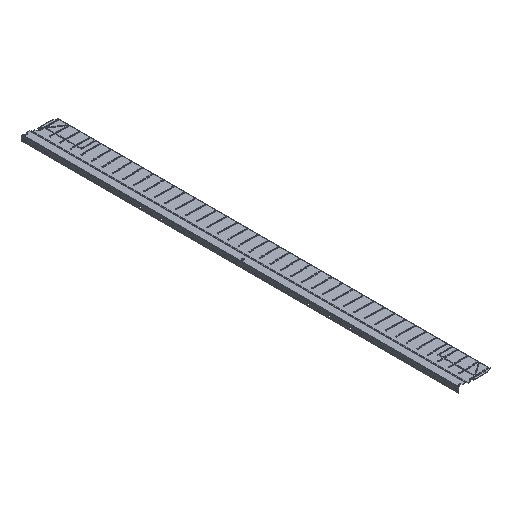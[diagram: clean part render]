
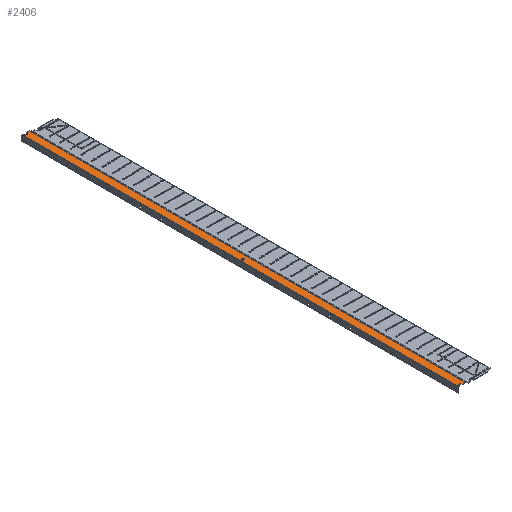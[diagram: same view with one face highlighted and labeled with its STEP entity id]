
A CAD part, isometric view. The second image highlights one B-rep face of the part: STEP entity #2406.
In plain terms, the highlighted planar face has unit normal (0, 0, 1).
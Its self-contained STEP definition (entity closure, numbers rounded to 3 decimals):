
#473 = EDGE_CURVE ( 'NONE', #4939, #32955, #16614, .T. ) ;
#716 = CARTESIAN_POINT ( 'NONE',  ( 33.488, 1910., 25. ) ) ;
#913 = DIRECTION ( 'NONE',  ( 1., 0., 0. ) ) ;
#1619 = CARTESIAN_POINT ( 'NONE',  ( 16.859, 1905.814, 25. ) ) ;
#1867 = AXIS2_PLACEMENT_3D ( 'NONE', #17422, #2644, #12176 ) ;
#1955 = ORIENTED_EDGE ( 'NONE', *, *, #473, .T. ) ;
#2406 = ADVANCED_FACE ( 'NONE', ( #34979, #5770 ), #11979, .F. ) ;
#2644 = DIRECTION ( 'NONE',  ( 0., 0., -1. ) ) ;
#2655 = CARTESIAN_POINT ( 'NONE',  ( 1.5, 1910., 25. ) ) ;
#2736 = AXIS2_PLACEMENT_3D ( 'NONE', #11479, #8382, #21030 ) ;
#2822 = EDGE_LOOP ( 'NONE', ( #24092, #8550 ) ) ;
#3076 = CARTESIAN_POINT ( 'NONE',  ( 12., 955., 25. ) ) ;
#3574 = VECTOR ( 'NONE', #34005, 1000. ) ;
#3986 = CIRCLE ( 'NONE', #19863, 4.5 ) ;
#4065 = CARTESIAN_POINT ( 'NONE',  ( 16.824, 1905.685, 25. ) ) ;
#4196 = CARTESIAN_POINT ( 'NONE',  ( 33.488, 0., 25. ) ) ;
#4384 = CARTESIAN_POINT ( 'NONE',  ( 18., 0., 25. ) ) ;
#4768 = ORIENTED_EDGE ( 'NONE', *, *, #7624, .T. ) ;
#4939 = VERTEX_POINT ( 'NONE', #24155 ) ;
#5770 = FACE_OUTER_BOUND ( 'NONE', #17106, .T. ) ;
#5965 = EDGE_CURVE ( 'NONE', #19108, #22529, #14436, .T. ) ;
#6642 = VECTOR ( 'NONE', #35818, 1000. ) ;
#6706 = DIRECTION ( 'NONE',  ( 1., 0., 0. ) ) ;
#7624 = EDGE_CURVE ( 'NONE', #9593, #4939, #35143, .T. ) ;
#7674 = DIRECTION ( 'NONE',  ( -1., 0., 0. ) ) ;
#7698 = VECTOR ( 'NONE', #33702, 1000. ) ;
#8382 = DIRECTION ( 'NONE',  ( 0., 0., -1. ) ) ;
#8550 = ORIENTED_EDGE ( 'NONE', *, *, #5965, .T. ) ;
#9069 = CARTESIAN_POINT ( 'NONE',  ( 6., 0., 25. ) ) ;
#9523 = ORIENTED_EDGE ( 'NONE', *, *, #18376, .F. ) ;
#9593 = VERTEX_POINT ( 'NONE', #13682 ) ;
#11479 = CARTESIAN_POINT ( 'NONE',  ( 12., 3., 25. ) ) ;
#11914 = DIRECTION ( 'NONE',  ( 1., 0., 0. ) ) ;
#11979 = PLANE ( 'NONE',  #26296 ) ;
#11990 = DIRECTION ( 'NONE',  ( -1., 0., 0. ) ) ;
#12027 = CARTESIAN_POINT ( 'NONE',  ( 18., 1910., 25. ) ) ;
#12176 = DIRECTION ( 'NONE',  ( -1., 0., 0. ) ) ;
#12789 = ORIENTED_EDGE ( 'NONE', *, *, #13228, .T. ) ;
#13228 = EDGE_CURVE ( 'NONE', #28704, #14090, #15815, .T. ) ;
#13570 = LINE ( 'NONE', #716, #35315 ) ;
#13682 = CARTESIAN_POINT ( 'NONE',  ( 7.176, 4.315, 25. ) ) ;
#14090 = VERTEX_POINT ( 'NONE', #21144 ) ;
#14304 = EDGE_CURVE ( 'NONE', #19142, #37262, #35630, .T. ) ;
#14436 = CIRCLE ( 'NONE', #1867, 4.5 ) ;
#14940 = CARTESIAN_POINT ( 'NONE',  ( 16.5, 955., 25. ) ) ;
#15282 = EDGE_CURVE ( 'NONE', #22529, #19108, #3986, .T. ) ;
#15377 = CARTESIAN_POINT ( 'NONE',  ( 1.5, 0., 25. ) ) ;
#15713 = DIRECTION ( 'NONE',  ( 0., 0., -1. ) ) ;
#15815 = LINE ( 'NONE', #27655, #16464 ) ;
#16446 = CARTESIAN_POINT ( 'NONE',  ( 33.488, 1910., 25. ) ) ;
#16464 = VECTOR ( 'NONE', #40287, 1000. ) ;
#16614 = LINE ( 'NONE', #38989, #3574 ) ;
#16662 = CARTESIAN_POINT ( 'NONE',  ( 1.5, 1910., 25. ) ) ;
#16870 = EDGE_CURVE ( 'NONE', #39350, #36994, #18531, .T. ) ;
#17106 = EDGE_LOOP ( 'NONE', ( #4768, #1955, #20489, #9523, #38753, #29147, #38737, #12789, #31669, #24577, #17580, #40467 ) ) ;
#17422 = CARTESIAN_POINT ( 'NONE',  ( 12., 955., 25. ) ) ;
#17580 = ORIENTED_EDGE ( 'NONE', *, *, #16870, .T. ) ;
#17583 = EDGE_CURVE ( 'NONE', #31648, #39350, #38582, .T. ) ;
#18142 = VECTOR ( 'NONE', #34770, 1000. ) ;
#18376 = EDGE_CURVE ( 'NONE', #25724, #21827, #13570, .T. ) ;
#18411 = CARTESIAN_POINT ( 'NONE',  ( 7.176, 1905.685, 25. ) ) ;
#18531 = LINE ( 'NONE', #24167, #34639 ) ;
#19014 = CARTESIAN_POINT ( 'NONE',  ( 1.5, 1910., 25. ) ) ;
#19015 = DIRECTION ( 'NONE',  ( 0., 0., -1. ) ) ;
#19108 = VERTEX_POINT ( 'NONE', #14940 ) ;
#19142 = VERTEX_POINT ( 'NONE', #12027 ) ;
#19863 = AXIS2_PLACEMENT_3D ( 'NONE', #3076, #15713, #11990 ) ;
#20489 = ORIENTED_EDGE ( 'NONE', *, *, #24393, .T. ) ;
#21030 = DIRECTION ( 'NONE',  ( -1., 0., 0. ) ) ;
#21144 = CARTESIAN_POINT ( 'NONE',  ( 6., 1910., 25. ) ) ;
#21827 = VERTEX_POINT ( 'NONE', #4196 ) ;
#22529 = VERTEX_POINT ( 'NONE', #24836 ) ;
#22843 = DIRECTION ( 'NONE',  ( 0., -1., 0. ) ) ;
#23613 = EDGE_CURVE ( 'NONE', #37262, #28704, #28597, .T. ) ;
#24063 = VECTOR ( 'NONE', #6706, 1000. ) ;
#24092 = ORIENTED_EDGE ( 'NONE', *, *, #15282, .T. ) ;
#24155 = CARTESIAN_POINT ( 'NONE',  ( 16.824, 4.315, 25. ) ) ;
#24167 = CARTESIAN_POINT ( 'NONE',  ( 1.5, 0., 25. ) ) ;
#24393 = EDGE_CURVE ( 'NONE', #32955, #21827, #32199, .T. ) ;
#24577 = ORIENTED_EDGE ( 'NONE', *, *, #17583, .T. ) ;
#24836 = CARTESIAN_POINT ( 'NONE',  ( 7.5, 955., 25. ) ) ;
#25724 = VERTEX_POINT ( 'NONE', #16446 ) ;
#26091 = VECTOR ( 'NONE', #22843, 1000. ) ;
#26296 = AXIS2_PLACEMENT_3D ( 'NONE', #2655, #19015, #38074 ) ;
#26330 = DIRECTION ( 'NONE',  ( 0., 0., -1. ) ) ;
#26667 = EDGE_CURVE ( 'NONE', #36994, #9593, #27260, .T. ) ;
#27260 = LINE ( 'NONE', #30773, #7698 ) ;
#27655 = CARTESIAN_POINT ( 'NONE',  ( 5.689, 1911.142, 25. ) ) ;
#28597 = CIRCLE ( 'NONE', #32024, 5. ) ;
#28704 = VERTEX_POINT ( 'NONE', #18411 ) ;
#29147 = ORIENTED_EDGE ( 'NONE', *, *, #14304, .T. ) ;
#30773 = CARTESIAN_POINT ( 'NONE',  ( 490.213, 1776.817, 25. ) ) ;
#31648 = VERTEX_POINT ( 'NONE', #32572 ) ;
#31669 = ORIENTED_EDGE ( 'NONE', *, *, #35086, .F. ) ;
#32020 = DIRECTION ( 'NONE',  ( 0., -1., 0. ) ) ;
#32024 = AXIS2_PLACEMENT_3D ( 'NONE', #36057, #26330, #7674 ) ;
#32199 = LINE ( 'NONE', #34895, #24063 ) ;
#32512 = EDGE_CURVE ( 'NONE', #19142, #25724, #35530, .T. ) ;
#32572 = CARTESIAN_POINT ( 'NONE',  ( 1.5, 1910., 25. ) ) ;
#32955 = VERTEX_POINT ( 'NONE', #4384 ) ;
#33702 = DIRECTION ( 'NONE',  ( 0.263, 0.965, 0. ) ) ;
#34005 = DIRECTION ( 'NONE',  ( 0.263, -0.965, 0. ) ) ;
#34639 = VECTOR ( 'NONE', #11914, 1000. ) ;
#34770 = DIRECTION ( 'NONE',  ( 1., 0., 0. ) ) ;
#34895 = CARTESIAN_POINT ( 'NONE',  ( 1.5, 0., 25. ) ) ;
#34979 = FACE_BOUND ( 'NONE', #2822, .T. ) ;
#35086 = EDGE_CURVE ( 'NONE', #31648, #14090, #37458, .T. ) ;
#35143 = CIRCLE ( 'NONE', #2736, 5. ) ;
#35315 = VECTOR ( 'NONE', #32020, 1000. ) ;
#35530 = LINE ( 'NONE', #16662, #38534 ) ;
#35630 = LINE ( 'NONE', #1619, #6642 ) ;
#35818 = DIRECTION ( 'NONE',  ( -0.263, -0.965, 0. ) ) ;
#36057 = CARTESIAN_POINT ( 'NONE',  ( 12., 1907., 25. ) ) ;
#36994 = VERTEX_POINT ( 'NONE', #9069 ) ;
#37262 = VERTEX_POINT ( 'NONE', #4065 ) ;
#37458 = LINE ( 'NONE', #19014, #18142 ) ;
#37741 = CARTESIAN_POINT ( 'NONE',  ( 1.5, 1910., 25. ) ) ;
#38074 = DIRECTION ( 'NONE',  ( -1., 0., 0. ) ) ;
#38534 = VECTOR ( 'NONE', #913, 1000. ) ;
#38582 = LINE ( 'NONE', #37741, #26091 ) ;
#38737 = ORIENTED_EDGE ( 'NONE', *, *, #23613, .T. ) ;
#38753 = ORIENTED_EDGE ( 'NONE', *, *, #32512, .F. ) ;
#38989 = CARTESIAN_POINT ( 'NONE',  ( -467.665, 1782.145, 25. ) ) ;
#39350 = VERTEX_POINT ( 'NONE', #15377 ) ;
#40287 = DIRECTION ( 'NONE',  ( -0.263, 0.965, 0. ) ) ;
#40467 = ORIENTED_EDGE ( 'NONE', *, *, #26667, .T. ) ;
